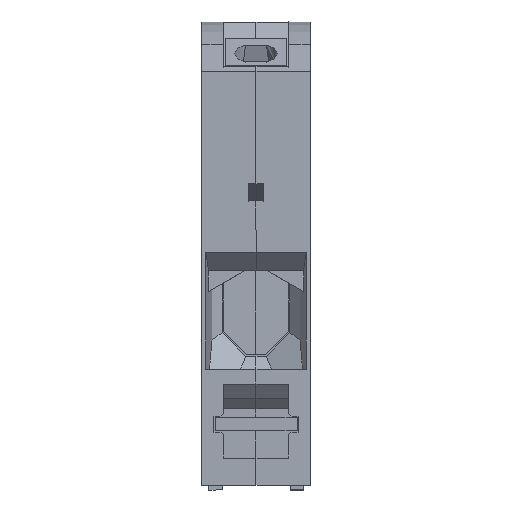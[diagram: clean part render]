
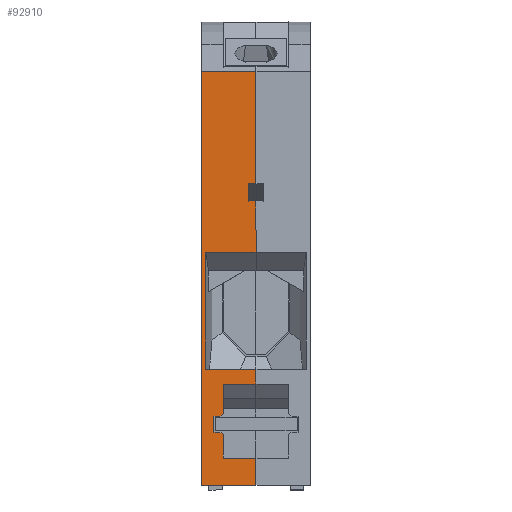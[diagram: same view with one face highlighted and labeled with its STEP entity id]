
A CAD part, front view. The second image highlights one B-rep face of the part: STEP entity #92910.
In plain terms, the highlighted face is planar.
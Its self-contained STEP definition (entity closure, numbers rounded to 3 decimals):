
#3370=CARTESIAN_POINT('',(-42.15,63.065,
-7.68));
#3380=VERTEX_POINT('',#3370);
#3410=CARTESIAN_POINT('',(-42.15,37.534,
-7.68));
#3420=DIRECTION('',(0.,1.,0.));
#3430=VECTOR('',#3420,1.);
#3440=LINE('',#3410,#3430);
#3450=CARTESIAN_POINT('',(-42.15,2.1,
-7.68));
#3460=VERTEX_POINT('',#3450);
#3470=EDGE_CURVE('',#3460,#3380,#3440,.T.);
#5670=CARTESIAN_POINT('',(-42.15,63.065,
0.32));
#5680=VERTEX_POINT('',#5670);
#13890=CARTESIAN_POINT('',(-42.15,9.9,
-5.88));
#13900=VERTEX_POINT('',#13890);
#13950=CARTESIAN_POINT('',(-42.15,37.534,
-5.88));
#13960=DIRECTION('',(0.,-1.,0.));
#13970=VECTOR('',#13960,1.);
#13980=LINE('',#13950,#13970);
#13990=CARTESIAN_POINT('',(-42.15,12.3,
-5.88));
#14000=VERTEX_POINT('',#13990);
#14010=EDGE_CURVE('',#14000,#13900,#13980,.T.);
#14830=CARTESIAN_POINT('',(-42.15,9.9,
-5.));
#14840=VERTEX_POINT('',#14830);
#14890=CARTESIAN_POINT('',(-42.15,9.9,
-7.68));
#14900=DIRECTION('',(0.,0.,1.));
#14910=VECTOR('',#14900,1.);
#14920=LINE('',#14890,#14910);
#14930=EDGE_CURVE('',#13900,#14840,#14920,.T.);
#16400=CARTESIAN_POINT('',(-42.15,37.534,
-4.48));
#16410=DIRECTION('',(0.,-1.,0.));
#16420=VECTOR('',#16410,1.);
#16430=LINE('',#16400,#16420);
#16440=CARTESIAN_POINT('',(-42.15,9.6,
-4.48));
#16450=VERTEX_POINT('',#16440);
#16460=CARTESIAN_POINT('',(-42.15,6.1,
-4.48));
#16470=VERTEX_POINT('',#16460);
#16480=EDGE_CURVE('',#16450,#16470,#16430,.T.);
#16880=CARTESIAN_POINT('',(-42.15,11.448,
-7.68));
#16890=DIRECTION('',(0.,-0.5,
0.866));
#16900=VECTOR('',#16890,1.);
#16910=LINE('',#16880,#16900);
#16920=EDGE_CURVE('',#14840,#16450,#16910,.T.);
#17590=CARTESIAN_POINT('',(-42.15,12.3,
-7.68));
#17600=DIRECTION('',(0.,0.,-1.));
#17610=VECTOR('',#17600,1.);
#17620=LINE('',#17590,#17610);
#17630=CARTESIAN_POINT('',(-42.15,12.3,
-5.));
#17640=VERTEX_POINT('',#17630);
#17650=EDGE_CURVE('',#17640,#14000,#17620,.T.);
#46340=CARTESIAN_POINT('',(-42.15,10.752,
-7.68));
#46350=DIRECTION('',(0.,-0.5,
-0.866));
#46360=VECTOR('',#46350,1.);
#46370=LINE('',#46340,#46360);
#46380=CARTESIAN_POINT('',(-42.15,12.6,
-4.48));
#46390=VERTEX_POINT('',#46380);
#46400=EDGE_CURVE('',#46390,#17640,#46370,.T.);
#82340=CARTESIAN_POINT('',(-42.15,63.065,
-7.68));
#82350=DIRECTION('',(0.,0.,1.));
#82360=VECTOR('',#82350,1.);
#82370=LINE('',#82340,#82360);
#82380=EDGE_CURVE('',#3380,#5680,#82370,.T.);
#91760=CARTESIAN_POINT('',(-42.15,5.2,
-7.68));
#91770=DIRECTION('',(1.,0.,0.));
#91780=DIRECTION('',(0.,1.,0.));
#91790=AXIS2_PLACEMENT_3D('',#91760,#91770,#91780);
#91800=PLANE('',#91790);
#91810=CARTESIAN_POINT('',(-42.15,36.4,
0.32));
#91820=DIRECTION('',(0.,0.,1.));
#91830=VECTOR('',#91820,1.);
#91840=LINE('',#91810,#91830);
#91850=CARTESIAN_POINT('',(-42.15,36.4,
-7.08));
#91860=VERTEX_POINT('',#91850);
#91870=CARTESIAN_POINT('',(-42.15,36.4,
0.32));
#91880=VERTEX_POINT('',#91870);
#91890=EDGE_CURVE('',#91860,#91880,#91840,.T.);
#91900=ORIENTED_EDGE('',*,*,#91890,.T.);
#91910=CARTESIAN_POINT('',(-42.15,37.534,
-7.08));
#91920=DIRECTION('',(0.,1.,0.));
#91930=VECTOR('',#91920,1.);
#91940=LINE('',#91910,#91930);
#91950=CARTESIAN_POINT('',(-42.15,19.2,
-7.08));
#91960=VERTEX_POINT('',#91950);
#91970=EDGE_CURVE('',#91960,#91860,#91940,.T.);
#91980=ORIENTED_EDGE('',*,*,#91970,.T.);
#91990=CARTESIAN_POINT('',(-42.15,19.2,
-7.68));
#92000=DIRECTION('',(0.,0.,-1.));
#92010=VECTOR('',#92000,1.);
#92020=LINE('',#91990,#92010);
#92030=CARTESIAN_POINT('',(-42.15,19.2,
0.32));
#92040=VERTEX_POINT('',#92030);
#92050=EDGE_CURVE('',#92040,#91960,#92020,.T.);
#92060=ORIENTED_EDGE('',*,*,#92050,.T.);
#92070=CARTESIAN_POINT('',(-42.15,37.534,
0.32));
#92080=DIRECTION('',(0.,1.,0.));
#92090=VECTOR('',#92080,1.);
#92100=LINE('',#92070,#92090);
#92110=CARTESIAN_POINT('',(-42.15,17.,
0.32));
#92120=VERTEX_POINT('',#92110);
#92130=EDGE_CURVE('',#92120,#92040,#92100,.T.);
#92140=ORIENTED_EDGE('',*,*,#92130,.T.);
#92150=CARTESIAN_POINT('',(-42.15,17.,
-7.68));
#92160=DIRECTION('',(0.,0.,-1.));
#92170=VECTOR('',#92160,1.);
#92180=LINE('',#92150,#92170);
#92190=CARTESIAN_POINT('',(-42.15,17.,
-4.48));
#92200=VERTEX_POINT('',#92190);
#92210=EDGE_CURVE('',#92120,#92200,#92180,.T.);
#92220=ORIENTED_EDGE('',*,*,#92210,.F.);
#92230=CARTESIAN_POINT('',(-42.15,37.534,
-4.48));
#92240=DIRECTION('',(0.,-1.,0.));
#92250=VECTOR('',#92240,1.);
#92260=LINE('',#92230,#92250);
#92270=EDGE_CURVE('',#92200,#46390,#92260,.T.);
#92280=ORIENTED_EDGE('',*,*,#92270,.F.);
#92290=ORIENTED_EDGE('',*,*,#46400,.F.);
#92300=ORIENTED_EDGE('',*,*,#17650,.F.);
#92310=ORIENTED_EDGE('',*,*,#14010,.F.);
#92320=ORIENTED_EDGE('',*,*,#14930,.F.);
#92330=ORIENTED_EDGE('',*,*,#16920,.F.);
#92340=ORIENTED_EDGE('',*,*,#16480,.F.);
#92350=CARTESIAN_POINT('',(-42.15,6.1,
-7.68));
#92360=DIRECTION('',(0.,0.,1.));
#92370=VECTOR('',#92360,1.);
#92380=LINE('',#92350,#92370);
#92390=CARTESIAN_POINT('',(-42.15,6.1,
0.32));
#92400=VERTEX_POINT('',#92390);
#92410=EDGE_CURVE('',#16470,#92400,#92380,.T.);
#92420=ORIENTED_EDGE('',*,*,#92410,.F.);
#92430=CARTESIAN_POINT('',(-42.15,2.1,
0.32));
#92440=VERTEX_POINT('',#92430);
#92450=EDGE_CURVE('',#92440,#92400,#92100,.T.);
#92460=ORIENTED_EDGE('',*,*,#92450,.T.);
#92470=CARTESIAN_POINT('',(-42.15,2.1,
-7.68));
#92480=DIRECTION('',(0.,0.,-1.));
#92490=VECTOR('',#92480,1.);
#92500=LINE('',#92470,#92490);
#92510=EDGE_CURVE('',#92440,#3460,#92500,.T.);
#92520=ORIENTED_EDGE('',*,*,#92510,.F.);
#92530=ORIENTED_EDGE('',*,*,#3470,.F.);
#92540=ORIENTED_EDGE('',*,*,#82380,.F.);
#92550=CARTESIAN_POINT('',(-42.15,46.551,
0.32));
#92560=VERTEX_POINT('',#92550);
#92570=EDGE_CURVE('',#92560,#5680,#92100,.T.);
#92580=ORIENTED_EDGE('',*,*,#92570,.T.);
#92590=CARTESIAN_POINT('',(-42.15,46.551,
-7.68));
#92600=DIRECTION('',(0.,0.,1.));
#92610=VECTOR('',#92600,1.);
#92620=LINE('',#92590,#92610);
#92630=CARTESIAN_POINT('',(-42.15,46.551,
-0.83));
#92640=VERTEX_POINT('',#92630);
#92650=EDGE_CURVE('',#92640,#92560,#92620,.T.);
#92660=ORIENTED_EDGE('',*,*,#92650,.T.);
#92670=CARTESIAN_POINT('',(-42.15,37.534,
-0.83));
#92680=DIRECTION('',(0.,-1.,0.));
#92690=VECTOR('',#92680,1.);
#92700=LINE('',#92670,#92690);
#92710=CARTESIAN_POINT('',(-42.15,43.987,
-0.83));
#92720=VERTEX_POINT('',#92710);
#92730=EDGE_CURVE('',#92640,#92720,#92700,.T.);
#92740=ORIENTED_EDGE('',*,*,#92730,.F.);
#92750=CARTESIAN_POINT('',(-42.15,43.987,
-7.68));
#92760=DIRECTION('',(0.,0.,-1.));
#92770=VECTOR('',#92760,1.);
#92780=LINE('',#92750,#92770);
#92790=CARTESIAN_POINT('',(-42.15,43.987,
0.32));
#92800=VERTEX_POINT('',#92790);
#92810=EDGE_CURVE('',#92800,#92720,#92780,.T.);
#92820=ORIENTED_EDGE('',*,*,#92810,.T.);
#92830=CARTESIAN_POINT('',(-42.15,37.534,
0.32));
#92840=DIRECTION('',(0.,1.,0.));
#92850=VECTOR('',#92840,1.);
#92860=LINE('',#92830,#92850);
#92870=EDGE_CURVE('',#91880,#92800,#92860,.T.);
#92880=ORIENTED_EDGE('',*,*,#92870,.T.);
#92890=EDGE_LOOP('',(#92880,#92820,#92740,#92660,#92580,#92540,#92530,
#92520,#92460,#92420,#92340,#92330,#92320,#92310,#92300,#92290,#92280,
#92220,#92140,#92060,#91980,#91900));
#92900=FACE_OUTER_BOUND('',#92890,.T.);
#92910=ADVANCED_FACE('',(#92900),#91800,.F.);
